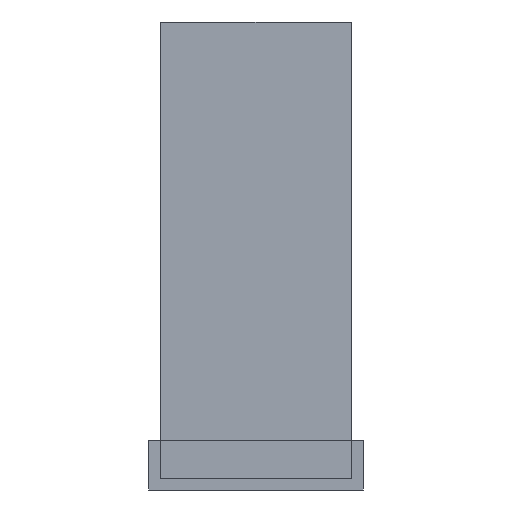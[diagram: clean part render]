
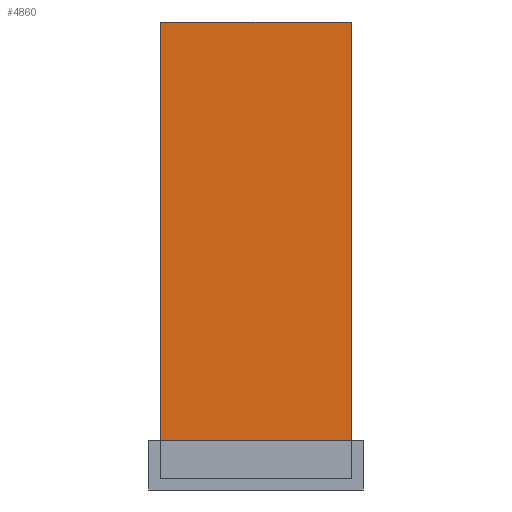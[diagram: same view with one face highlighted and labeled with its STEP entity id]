
A CAD part, left-side view. The second image highlights one B-rep face of the part: STEP entity #4860.
In plain terms, the highlighted planar face has unit normal (-1, 0, 0).
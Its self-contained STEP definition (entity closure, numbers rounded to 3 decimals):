
#273=FACE_OUTER_BOUND('',#551,.T.);
#551=EDGE_LOOP('',(#3252,#3253,#3254,#3255));
#876=LINE('',#6794,#1454);
#877=LINE('',#6796,#1455);
#878=LINE('',#6798,#1456);
#879=LINE('',#6799,#1457);
#1454=VECTOR('',#5545,10.);
#1455=VECTOR('',#5546,10.);
#1456=VECTOR('',#5547,10.);
#1457=VECTOR('',#5548,10.);
#2020=VERTEX_POINT('',#6792);
#2021=VERTEX_POINT('',#6793);
#2022=VERTEX_POINT('',#6795);
#2023=VERTEX_POINT('',#6797);
#2510=EDGE_CURVE('',#2020,#2021,#876,.T.);
#2511=EDGE_CURVE('',#2022,#2020,#877,.T.);
#2512=EDGE_CURVE('',#2022,#2023,#878,.T.);
#2513=EDGE_CURVE('',#2023,#2021,#879,.T.);
#3252=ORIENTED_EDGE('',*,*,#2510,.F.);
#3253=ORIENTED_EDGE('',*,*,#2511,.F.);
#3254=ORIENTED_EDGE('',*,*,#2512,.T.);
#3255=ORIENTED_EDGE('',*,*,#2513,.T.);
#4643=PLANE('',#5160);
#4860=ADVANCED_FACE('',(#273),#4643,.T.);
#5160=AXIS2_PLACEMENT_3D('',#6791,#5543,#5544);
#5543=DIRECTION('center_axis',(-1.,0.,0.));
#5544=DIRECTION('ref_axis',(0.,0.,1.));
#5545=DIRECTION('',(0.,0.,1.));
#5546=DIRECTION('',(0.,1.,0.));
#5547=DIRECTION('',(0.,0.,1.));
#5548=DIRECTION('',(0.,1.,0.));
#6791=CARTESIAN_POINT('Origin',(-30.,0.,-120.));
#6792=CARTESIAN_POINT('',(-30.,50.,-120.));
#6793=CARTESIAN_POINT('',(-30.,50.,0.));
#6794=CARTESIAN_POINT('',(-30.,50.,-120.));
#6795=CARTESIAN_POINT('',(-30.,0.,-120.));
#6796=CARTESIAN_POINT('',(-30.,0.,-120.));
#6797=CARTESIAN_POINT('',(-30.,0.,0.));
#6798=CARTESIAN_POINT('',(-30.,0.,-120.));
#6799=CARTESIAN_POINT('',(-30.,0.,0.));
